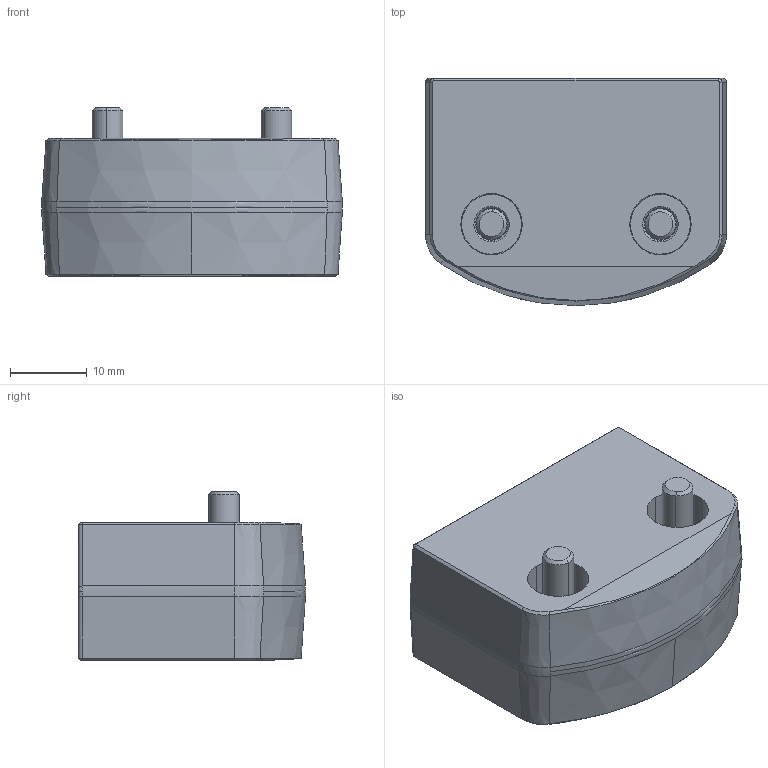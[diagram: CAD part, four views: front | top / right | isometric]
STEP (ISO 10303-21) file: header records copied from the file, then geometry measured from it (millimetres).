
FILE_DESCRIPTION (( 'STEP AP203' ), '1' );
FILE_NAME ('P8369.STEP', '2019-04-24T06:26:23', ( 'admin' ), ( '' ), 'SwSTEP 2.0', 'SolidWorks 2017', '' );
FILE_SCHEMA (( 'CONFIG_CONTROL_DESIGN' ));
Length unit declared in the file: millimetre
Products named in the file (1): P8369
Bounding box: 39.21 x 29.6 x 22 mm (x, y, z)
Volume: 18113.2 mm3; surface area: 5709.7 mm2
Topology: 3 solids, 3 shells, 115 faces, 264 edges, 163 vertices
Faces by surface type: plane 39, cone 34, cylinder 26, bspline 10, torus 6
Entity records: 4479 total; most frequent: CARTESIAN_POINT 1961, ORIENTED_EDGE 528, DIRECTION 459, EDGE_CURVE 264, AXIS2_PLACEMENT_3D 182, VERTEX_POINT 163, EDGE_LOOP 127, ADVANCED_FACE 115
